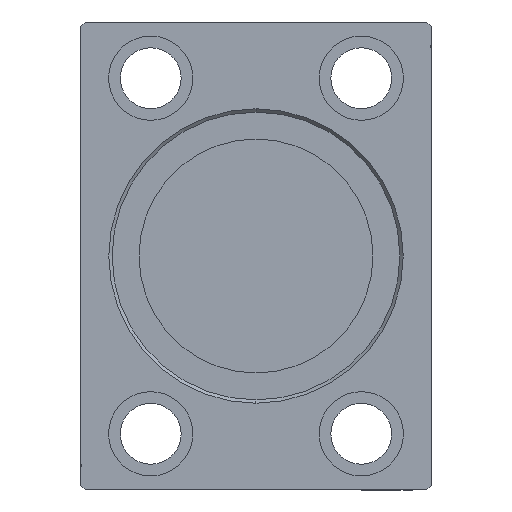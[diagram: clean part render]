
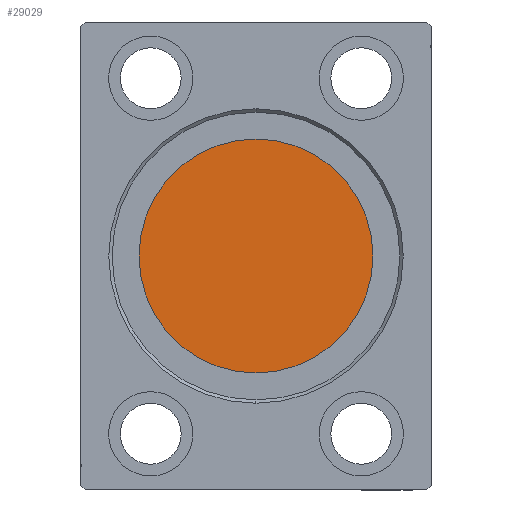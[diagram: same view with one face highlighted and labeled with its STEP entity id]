
A CAD part, left-side view. The second image highlights one B-rep face of the part: STEP entity #29029.
In plain terms, the highlighted planar face has unit normal (-1, 0, 0).
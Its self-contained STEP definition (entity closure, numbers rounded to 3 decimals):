
#1064 = EDGE_CURVE ( 'NONE', #40142, #25491, #37061, .T. ) ;
#3177 = EDGE_LOOP ( 'NONE', ( #23988, #20260 ) ) ;
#6750 = CARTESIAN_POINT ( 'NONE',  ( 139.2, 0., 0. ) ) ;
#7206 = CARTESIAN_POINT ( 'NONE',  ( 139.2, 0., 0. ) ) ;
#7810 = DIRECTION ( 'NONE',  ( 0., 0., 1. ) ) ;
#9063 = EDGE_CURVE ( 'NONE', #25491, #40142, #36570, .T. ) ;
#10820 = DIRECTION ( 'NONE',  ( 0., 0., 1. ) ) ;
#10845 = FACE_OUTER_BOUND ( 'NONE', #3177, .T. ) ;
#13860 = PLANE ( 'NONE',  #15313 ) ;
#15313 = AXIS2_PLACEMENT_3D ( 'NONE', #7206, #33210, #23122 ) ;
#17375 = AXIS2_PLACEMENT_3D ( 'NONE', #6750, #17493, #10820 ) ;
#17493 = DIRECTION ( 'NONE',  ( -1., 0., 0. ) ) ;
#18569 = AXIS2_PLACEMENT_3D ( 'NONE', #27814, #30364, #7810 ) ;
#20260 = ORIENTED_EDGE ( 'NONE', *, *, #9063, .T. ) ;
#23122 = DIRECTION ( 'NONE',  ( 0., 0., 1. ) ) ;
#23988 = ORIENTED_EDGE ( 'NONE', *, *, #1064, .T. ) ;
#25491 = VERTEX_POINT ( 'NONE', #40909 ) ;
#27814 = CARTESIAN_POINT ( 'NONE',  ( 139.2, 0., 0. ) ) ;
#29029 = ADVANCED_FACE ( 'NONE', ( #10845 ), #13860, .T. ) ;
#30364 = DIRECTION ( 'NONE',  ( -1., 0., 0. ) ) ;
#33210 = DIRECTION ( 'NONE',  ( -1., 0., 0. ) ) ;
#36570 = CIRCLE ( 'NONE', #17375, 25. ) ;
#37061 = CIRCLE ( 'NONE', #18569, 25. ) ;
#40142 = VERTEX_POINT ( 'NONE', #40668 ) ;
#40668 = CARTESIAN_POINT ( 'NONE',  ( 139.2, 0., 25. ) ) ;
#40909 = CARTESIAN_POINT ( 'NONE',  ( 139.2, 0., -25. ) ) ;
